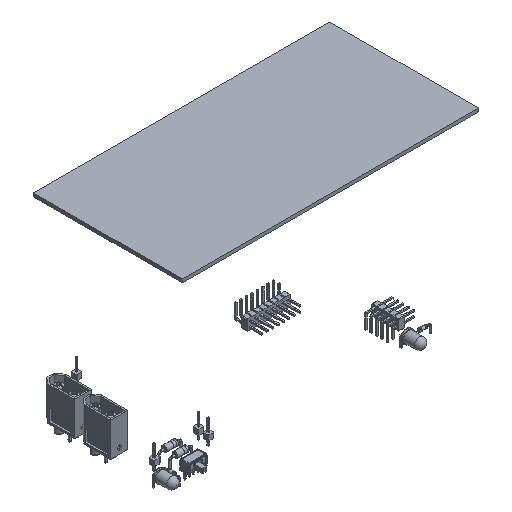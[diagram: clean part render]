
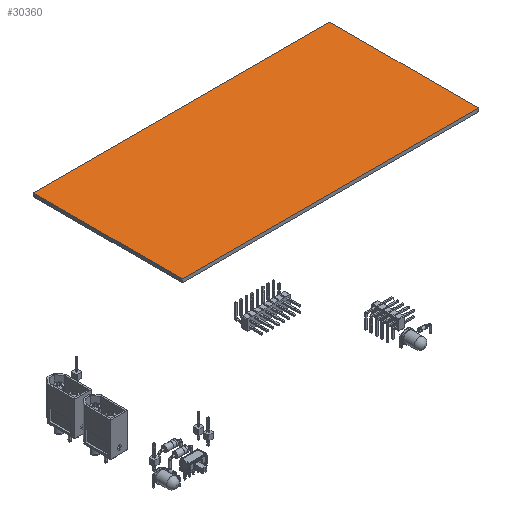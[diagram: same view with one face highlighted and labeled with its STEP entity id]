
A CAD part, isometric view. The second image highlights one B-rep face of the part: STEP entity #30360.
In plain terms, the highlighted planar face has unit normal (0, 0, 1).
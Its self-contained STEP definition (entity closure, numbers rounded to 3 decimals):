
#30231 = VERTEX_POINT('',#30232);
#30232 = CARTESIAN_POINT('',(263.836,-95.4,1.6));
#30238 = EDGE_CURVE('',#30231,#30239,#30241,.T.);
#30239 = VERTEX_POINT('',#30240);
#30240 = CARTESIAN_POINT('',(124.7,-95.4,1.6));
#30241 = LINE('',#30242,#30243);
#30242 = CARTESIAN_POINT('',(263.836,-95.4,1.6));
#30243 = VECTOR('',#30244,1.);
#30244 = DIRECTION('',(-1.,0.,0.));
#30269 = EDGE_CURVE('',#30239,#30270,#30272,.T.);
#30270 = VERTEX_POINT('',#30271);
#30271 = CARTESIAN_POINT('',(124.7,-25.4,1.6));
#30272 = LINE('',#30273,#30274);
#30273 = CARTESIAN_POINT('',(124.7,-95.4,1.6));
#30274 = VECTOR('',#30275,1.);
#30275 = DIRECTION('',(0.,1.,0.));
#30300 = EDGE_CURVE('',#30270,#30301,#30303,.T.);
#30301 = VERTEX_POINT('',#30302);
#30302 = CARTESIAN_POINT('',(263.836,-25.4,1.6));
#30303 = LINE('',#30304,#30305);
#30304 = CARTESIAN_POINT('',(124.7,-25.4,1.6));
#30305 = VECTOR('',#30306,1.);
#30306 = DIRECTION('',(1.,0.,0.));
#30331 = EDGE_CURVE('',#30301,#30231,#30332,.T.);
#30332 = LINE('',#30333,#30334);
#30333 = CARTESIAN_POINT('',(263.836,-25.4,1.6));
#30334 = VECTOR('',#30335,1.);
#30335 = DIRECTION('',(0.,-1.,0.));
#30360 = ADVANCED_FACE('',(#30361),#30367,.F.);
#30361 = FACE_BOUND('',#30362,.F.);
#30362 = EDGE_LOOP('',(#30363,#30364,#30365,#30366));
#30363 = ORIENTED_EDGE('',*,*,#30238,.T.);
#30364 = ORIENTED_EDGE('',*,*,#30269,.T.);
#30365 = ORIENTED_EDGE('',*,*,#30300,.T.);
#30366 = ORIENTED_EDGE('',*,*,#30331,.T.);
#30367 = PLANE('',#30368);
#30368 = AXIS2_PLACEMENT_3D('',#30369,#30370,#30371);
#30369 = CARTESIAN_POINT('',(194.268,-60.4,1.6));
#30370 = DIRECTION('',(-0.,-0.,-1.));
#30371 = DIRECTION('',(-1.,0.,0.));
